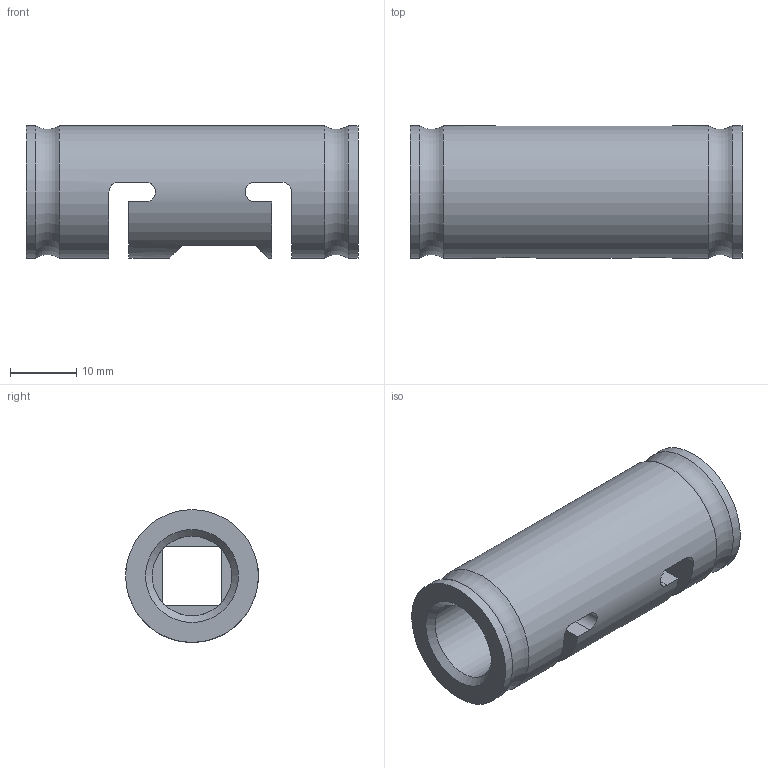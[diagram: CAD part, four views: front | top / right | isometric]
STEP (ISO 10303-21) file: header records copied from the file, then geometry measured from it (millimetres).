
FILE_DESCRIPTION( ( 'Unknown' ), '1' );
FILE_NAME( '704.04.2012.stp', 'Unknown', ( 'Unknown' ), ( 'Unknown' ), 'PSStep 15.0.49', 'Unknown', ' ' );
FILE_SCHEMA( ( 'AUTOMOTIVE_DESIGN { 1 0 10303 214 1 1 1 1 }' ) );
Length unit declared in the file: millimetre
Products named in the file (1): 1
Bounding box: 50 x 20 x 20 mm (x, y, z)
Volume: 8801 mm3; surface area: 5655.5 mm2
Topology: 1 solids, 1 shells, 48 faces, 121 edges, 76 vertices
Faces by surface type: plane 28, cylinder 16, cone 2, torus 2
Full cylindrical faces by diameter (mm): 12 x2, 20 x3
Entity records: 1956 total; most frequent: CARTESIAN_POINT 437, DIRECTION 234, ORIENTED_EDGE 220, EDGE_CURVE 110, AXIS2_PLACEMENT_3D 87, VERTEX_POINT 74, EDGE_LOOP 62, LINE 60
